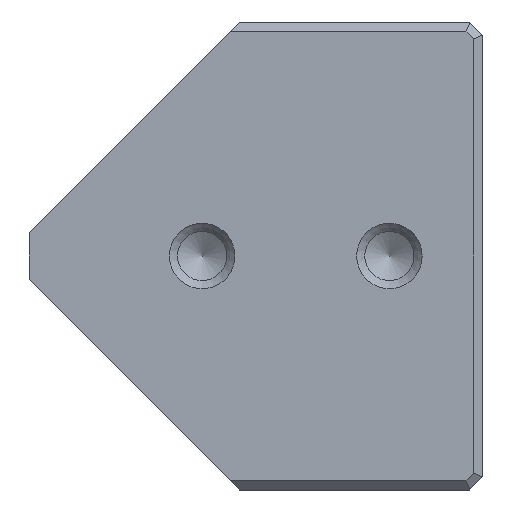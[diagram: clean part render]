
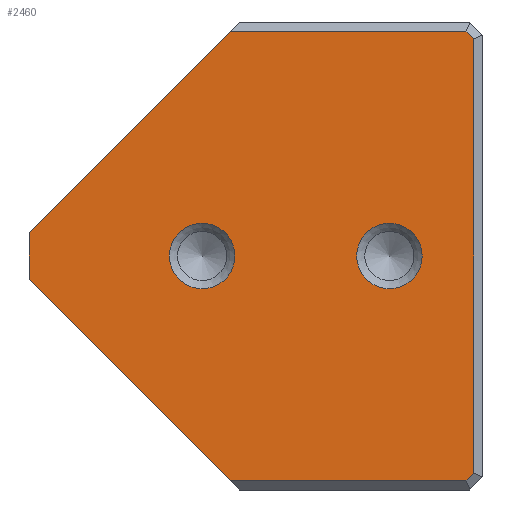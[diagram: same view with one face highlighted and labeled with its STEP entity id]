
A CAD part, left-side view. The second image highlights one B-rep face of the part: STEP entity #2460.
In plain terms, the highlighted planar face has unit normal (-1, 0, 0).
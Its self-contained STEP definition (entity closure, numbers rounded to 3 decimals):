
#2460=ADVANCED_FACE('',(#3360,#3361,#3362),#2836,.T.);
#2836=PLANE('',#8606);
#3075=CIRCLE('',#8604,3.5);
#3076=CIRCLE('',#8605,3.5);
#3360=FACE_BOUND('',#3565,.T.);
#3361=FACE_BOUND('',#3566,.T.);
#3362=FACE_BOUND('',#3567,.T.);
#3565=EDGE_LOOP('',(#4270));
#3566=EDGE_LOOP('',(#4271));
#3567=EDGE_LOOP('',(#4272,#4273,#4274,#4275,#4276,#4277,#4278,#4279));
#4270=ORIENTED_EDGE('',*,*,#6676,.T.);
#4271=ORIENTED_EDGE('',*,*,#6677,.T.);
#4272=ORIENTED_EDGE('',*,*,#6678,.T.);
#4273=ORIENTED_EDGE('',*,*,#6679,.T.);
#4274=ORIENTED_EDGE('',*,*,#6680,.T.);
#4275=ORIENTED_EDGE('',*,*,#6681,.F.);
#4276=ORIENTED_EDGE('',*,*,#6682,.T.);
#4277=ORIENTED_EDGE('',*,*,#6683,.T.);
#4278=ORIENTED_EDGE('',*,*,#6684,.T.);
#4279=ORIENTED_EDGE('',*,*,#6685,.T.);
#6054=VERTEX_POINT('',#11051);
#6055=VERTEX_POINT('',#11053);
#6056=VERTEX_POINT('',#11055);
#6057=VERTEX_POINT('',#11056);
#6058=VERTEX_POINT('',#11058);
#6059=VERTEX_POINT('',#11060);
#6060=VERTEX_POINT('',#11062);
#6061=VERTEX_POINT('',#11064);
#6062=VERTEX_POINT('',#11066);
#6063=VERTEX_POINT('',#11068);
#6676=EDGE_CURVE('',#6054,#6054,#3075,.T.);
#6677=EDGE_CURVE('',#6055,#6055,#3076,.T.);
#6678=EDGE_CURVE('',#6056,#6057,#7481,.T.);
#6679=EDGE_CURVE('',#6057,#6058,#7482,.T.);
#6680=EDGE_CURVE('',#6058,#6059,#7483,.T.);
#6681=EDGE_CURVE('',#6060,#6059,#7484,.T.);
#6682=EDGE_CURVE('',#6060,#6061,#7485,.T.);
#6683=EDGE_CURVE('',#6061,#6062,#7486,.T.);
#6684=EDGE_CURVE('',#6062,#6063,#7487,.T.);
#6685=EDGE_CURVE('',#6063,#6056,#7488,.T.);
#7481=LINE('',#11054,#8115);
#7482=LINE('',#11057,#8116);
#7483=LINE('',#11059,#8117);
#7484=LINE('',#11061,#8118);
#7485=LINE('',#11063,#8119);
#7486=LINE('',#11065,#8120);
#7487=LINE('',#11067,#8121);
#7488=LINE('',#11069,#8122);
#8115=VECTOR('',#9146,1.);
#8116=VECTOR('',#9147,1.);
#8117=VECTOR('',#9148,1.);
#8118=VECTOR('',#9149,1.);
#8119=VECTOR('',#9150,1.);
#8120=VECTOR('',#9151,1.);
#8121=VECTOR('',#9152,1.);
#8122=VECTOR('',#9153,1.);
#8604=AXIS2_PLACEMENT_3D('',#11050,#9142,#9143);
#8605=AXIS2_PLACEMENT_3D('',#11052,#9144,#9145);
#8606=AXIS2_PLACEMENT_3D('',#11070,#9154,#9155);
#9142=DIRECTION('',(1.,0.,0.));
#9143=DIRECTION('',(0.,0.,1.));
#9144=DIRECTION('',(1.,0.,0.));
#9145=DIRECTION('',(0.,0.,1.));
#9146=DIRECTION('',(0.,0.707,0.707));
#9147=DIRECTION('',(0.,1.,0.));
#9148=DIRECTION('',(0.,0.707,-0.707));
#9149=DIRECTION('',(0.,0.,1.));
#9150=DIRECTION('',(0.,-0.707,-0.707));
#9151=DIRECTION('',(0.,-1.,0.));
#9152=DIRECTION('',(0.,-0.707,0.707));
#9153=DIRECTION('',(0.,0.,1.));
#9154=DIRECTION('',(-1.,0.,0.));
#9155=DIRECTION('',(0.,0.,-1.));
#11050=CARTESIAN_POINT('',(0.,30.,25.));
#11051=CARTESIAN_POINT('',(0.,30.,28.5));
#11052=CARTESIAN_POINT('',(0.,10.,25.));
#11053=CARTESIAN_POINT('',(0.,10.,28.5));
#11054=CARTESIAN_POINT('',(0.,-11.468,35.718));
#11055=CARTESIAN_POINT('',(0.,1.,48.186));
#11056=CARTESIAN_POINT('',(0.,1.814,49.));
#11057=CARTESIAN_POINT('',(0.,24.25,49.));
#11058=CARTESIAN_POINT('',(0.,27.,49.));
#11059=CARTESIAN_POINT('',(0.,50.125,25.875));
#11060=CARTESIAN_POINT('',(0.,48.5,27.5));
#11061=CARTESIAN_POINT('',(0.,48.5,0.));
#11062=CARTESIAN_POINT('',(0.,48.5,22.5));
#11063=CARTESIAN_POINT('',(0.,25.125,-0.875));
#11064=CARTESIAN_POINT('',(0.,27.,1.));
#11065=CARTESIAN_POINT('',(0.,24.25,1.));
#11066=CARTESIAN_POINT('',(0.,1.814,1.));
#11067=CARTESIAN_POINT('',(0.,13.532,-10.718));
#11068=CARTESIAN_POINT('',(0.,1.,1.814));
#11069=CARTESIAN_POINT('',(0.,1.,0.));
#11070=CARTESIAN_POINT('',(0.,24.25,0.));
